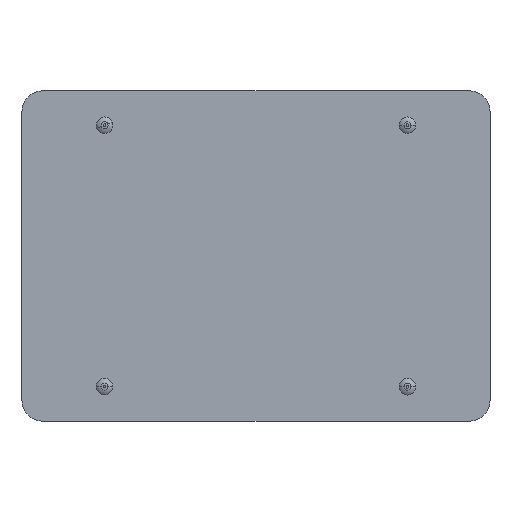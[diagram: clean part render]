
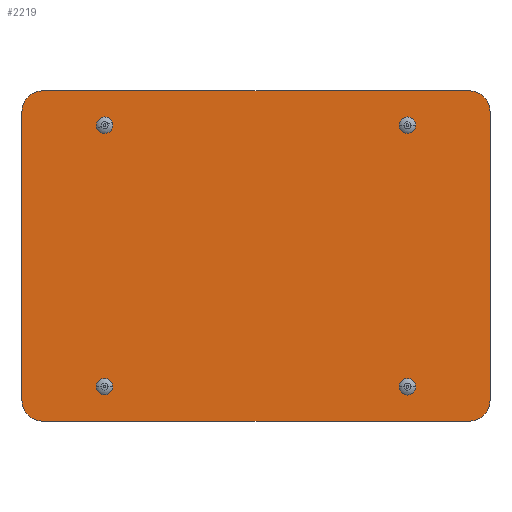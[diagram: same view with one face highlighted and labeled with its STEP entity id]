
A CAD part, top view. The second image highlights one B-rep face of the part: STEP entity #2219.
In plain terms, the highlighted planar face has unit normal (0, 0, 1).
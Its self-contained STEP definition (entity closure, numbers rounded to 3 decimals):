
#9 = EDGE_CURVE ( 'NONE', #1367, #1711, #1712, .T. ) ;
#127 = VERTEX_POINT ( 'NONE', #1948 ) ;
#152 = AXIS2_PLACEMENT_3D ( 'NONE', #2543, #2366, #2167 ) ;
#167 = VERTEX_POINT ( 'NONE', #2525 ) ;
#190 = CIRCLE ( 'NONE', #152, 15. ) ;
#223 = LINE ( 'NONE', #413, #485 ) ;
#273 = VECTOR ( 'NONE', #2150, 1000. ) ;
#282 = LINE ( 'NONE', #1913, #1406 ) ;
#334 = EDGE_LOOP ( 'NONE', ( #2279, #1854, #1824, #399, #835, #1794, #1958, #434 ) ) ;
#399 = ORIENTED_EDGE ( 'NONE', *, *, #1035, .T. ) ;
#402 = DIRECTION ( 'NONE',  ( -1., 0., 0. ) ) ;
#407 = AXIS2_PLACEMENT_3D ( 'NONE', #865, #2208, #2196 ) ;
#413 = CARTESIAN_POINT ( 'NONE',  ( 15., 0., 15. ) ) ;
#434 = ORIENTED_EDGE ( 'NONE', *, *, #859, .T. ) ;
#443 = FACE_OUTER_BOUND ( 'NONE', #334, .T. ) ;
#463 = CARTESIAN_POINT ( 'NONE',  ( 0., 15., 15. ) ) ;
#485 = VECTOR ( 'NONE', #623, 1000. ) ;
#492 = CIRCLE ( 'NONE', #2271, 15. ) ;
#576 = AXIS2_PLACEMENT_3D ( 'NONE', #2383, #2400, #1999 ) ;
#604 = CARTESIAN_POINT ( 'NONE',  ( 15., 225., 15. ) ) ;
#623 = DIRECTION ( 'NONE',  ( 1., 0., 0. ) ) ;
#667 = EDGE_CURVE ( 'NONE', #838, #127, #2512, .T. ) ;
#779 = VECTOR ( 'NONE', #2290, 1000. ) ;
#835 = ORIENTED_EDGE ( 'NONE', *, *, #667, .T. ) ;
#838 = VERTEX_POINT ( 'NONE', #2479 ) ;
#850 = VERTEX_POINT ( 'NONE', #1127 ) ;
#859 = EDGE_CURVE ( 'NONE', #2490, #2539, #282, .T. ) ;
#865 = CARTESIAN_POINT ( 'NONE',  ( 15., 225., 15. ) ) ;
#876 = DIRECTION ( 'NONE',  ( 1., 0., 0. ) ) ;
#1035 = EDGE_CURVE ( 'NONE', #167, #838, #223, .T. ) ;
#1047 = CARTESIAN_POINT ( 'NONE',  ( 325., 15., 15. ) ) ;
#1127 = CARTESIAN_POINT ( 'NONE',  ( 340., 225., 15. ) ) ;
#1145 = EDGE_CURVE ( 'NONE', #1711, #167, #1693, .T. ) ;
#1150 = CARTESIAN_POINT ( 'NONE',  ( 325., 240., 15. ) ) ;
#1245 = PLANE ( 'NONE',  #407 ) ;
#1366 = LINE ( 'NONE', #2548, #273 ) ;
#1367 = VERTEX_POINT ( 'NONE', #2341 ) ;
#1385 = CARTESIAN_POINT ( 'NONE',  ( 15., 240., 15. ) ) ;
#1395 = EDGE_CURVE ( 'NONE', #127, #850, #1366, .T. ) ;
#1396 = DIRECTION ( 'NONE',  ( 0., 0., 1. ) ) ;
#1402 = AXIS2_PLACEMENT_3D ( 'NONE', #1047, #1845, #876 ) ;
#1406 = VECTOR ( 'NONE', #1718, 1000. ) ;
#1549 = CARTESIAN_POINT ( 'NONE',  ( 0., 15., 15. ) ) ;
#1693 = CIRCLE ( 'NONE', #576, 15. ) ;
#1711 = VERTEX_POINT ( 'NONE', #1549 ) ;
#1712 = LINE ( 'NONE', #463, #779 ) ;
#1718 = DIRECTION ( 'NONE',  ( -1., 0., 0. ) ) ;
#1794 = ORIENTED_EDGE ( 'NONE', *, *, #1395, .T. ) ;
#1824 = ORIENTED_EDGE ( 'NONE', *, *, #1145, .T. ) ;
#1845 = DIRECTION ( 'NONE',  ( 0., 0., 1. ) ) ;
#1854 = ORIENTED_EDGE ( 'NONE', *, *, #9, .T. ) ;
#1913 = CARTESIAN_POINT ( 'NONE',  ( 15., 240., 15. ) ) ;
#1948 = CARTESIAN_POINT ( 'NONE',  ( 340., 15., 15. ) ) ;
#1958 = ORIENTED_EDGE ( 'NONE', *, *, #2153, .T. ) ;
#1999 = DIRECTION ( 'NONE',  ( 1., 0., 0. ) ) ;
#2150 = DIRECTION ( 'NONE',  ( 0., 1., 0. ) ) ;
#2153 = EDGE_CURVE ( 'NONE', #850, #2490, #190, .T. ) ;
#2167 = DIRECTION ( 'NONE',  ( 1., 0., 0. ) ) ;
#2170 = EDGE_CURVE ( 'NONE', #2539, #1367, #492, .T. ) ;
#2196 = DIRECTION ( 'NONE',  ( -1., 0., 0. ) ) ;
#2208 = DIRECTION ( 'NONE',  ( 0., 0., -1. ) ) ;
#2219 = ADVANCED_FACE ( 'NONE', ( #443 ), #1245, .F. ) ;
#2271 = AXIS2_PLACEMENT_3D ( 'NONE', #604, #1396, #402 ) ;
#2279 = ORIENTED_EDGE ( 'NONE', *, *, #2170, .T. ) ;
#2290 = DIRECTION ( 'NONE',  ( 0., -1., 0. ) ) ;
#2341 = CARTESIAN_POINT ( 'NONE',  ( 0., 225., 15. ) ) ;
#2366 = DIRECTION ( 'NONE',  ( 0., 0., 1. ) ) ;
#2383 = CARTESIAN_POINT ( 'NONE',  ( 15., 15., 15. ) ) ;
#2400 = DIRECTION ( 'NONE',  ( 0., 0., 1. ) ) ;
#2479 = CARTESIAN_POINT ( 'NONE',  ( 325., 0., 15. ) ) ;
#2490 = VERTEX_POINT ( 'NONE', #1150 ) ;
#2512 = CIRCLE ( 'NONE', #1402, 15. ) ;
#2525 = CARTESIAN_POINT ( 'NONE',  ( 15., 0., 15. ) ) ;
#2539 = VERTEX_POINT ( 'NONE', #1385 ) ;
#2543 = CARTESIAN_POINT ( 'NONE',  ( 325., 225., 15. ) ) ;
#2548 = CARTESIAN_POINT ( 'NONE',  ( 340., 15., 15. ) ) ;
